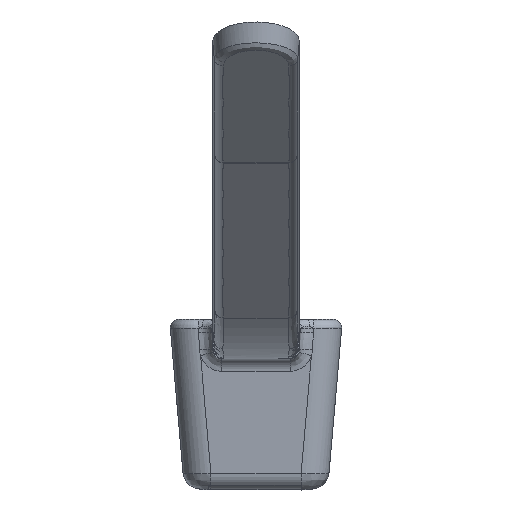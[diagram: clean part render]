
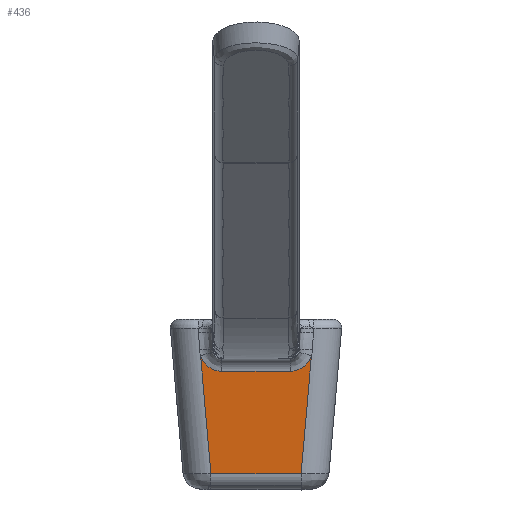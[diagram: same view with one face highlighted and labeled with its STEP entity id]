
A CAD part, front view. The second image highlights one B-rep face of the part: STEP entity #436.
In plain terms, the highlighted planar face has unit normal (0, -0.996, -0.087).
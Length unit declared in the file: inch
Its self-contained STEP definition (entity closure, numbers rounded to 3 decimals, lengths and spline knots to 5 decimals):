
#436=ADVANCED_FACE('',(#747),#606,.T.);
#606=PLANE('',#3777);
#747=FACE_OUTER_BOUND('',#945,.T.);
#945=EDGE_LOOP('',(#1586,#1587,#1588,#1589,#1590,#1591));
#1090=ELLIPSE('',#3775,0.0251,0.025);
#1091=ELLIPSE('',#3776,0.0251,0.025);
#1586=ORIENTED_EDGE('',*,*,#2846,.T.);
#1587=ORIENTED_EDGE('',*,*,#2847,.T.);
#1588=ORIENTED_EDGE('',*,*,#2848,.T.);
#1589=ORIENTED_EDGE('',*,*,#2842,.T.);
#1590=ORIENTED_EDGE('',*,*,#2849,.T.);
#1591=ORIENTED_EDGE('',*,*,#2850,.T.);
#2431=VERTEX_POINT('',#6065);
#2432=VERTEX_POINT('',#6067);
#2435=VERTEX_POINT('',#6077);
#2436=VERTEX_POINT('',#6078);
#2437=VERTEX_POINT('',#6080);
#2438=VERTEX_POINT('',#6083);
#2842=EDGE_CURVE('',#2431,#2432,#3223,.T.);
#2846=EDGE_CURVE('',#2435,#2436,#3227,.T.);
#2847=EDGE_CURVE('',#2436,#2437,#1090,.T.);
#2848=EDGE_CURVE('',#2437,#2431,#3228,.T.);
#2849=EDGE_CURVE('',#2432,#2438,#3229,.T.);
#2850=EDGE_CURVE('',#2438,#2435,#1091,.T.);
#3223=LINE('',#6068,#3512);
#3227=LINE('',#6076,#3516);
#3228=LINE('',#6081,#3517);
#3229=LINE('',#6082,#3518);
#3512=VECTOR('',#4431,1.);
#3516=VECTOR('',#4439,1.);
#3517=VECTOR('',#4442,1.);
#3518=VECTOR('',#4443,1.);
#3775=AXIS2_PLACEMENT_3D('',#6079,#4440,#4441);
#3776=AXIS2_PLACEMENT_3D('',#6084,#4444,#4445);
#3777=AXIS2_PLACEMENT_3D('',#6085,#4446,#4447);
#4431=DIRECTION('',(1.,0.,0.));
#4439=DIRECTION('',(-1.,0.,0.));
#4440=DIRECTION('',(0.,0.996,0.087));
#4441=DIRECTION('',(0.,-0.087,0.996));
#4442=DIRECTION('',(0.087,0.087,-0.992));
#4443=DIRECTION('',(0.087,-0.087,0.992));
#4444=DIRECTION('',(0.,0.996,0.087));
#4445=DIRECTION('',(0.,0.087,-0.996));
#4446=DIRECTION('',(0.,-0.996,-0.087));
#4447=DIRECTION('',(0.,0.087,-0.996));
#6065=CARTESIAN_POINT('',(-1.99243,0.21609,0.71792));
#6067=CARTESIAN_POINT('',(-1.89237,0.21609,0.71792));
#6068=CARTESIAN_POINT('',(-1.9424,0.21609,0.71792));
#6076=CARTESIAN_POINT('',(-1.98013,0.20617,0.83131));
#6077=CARTESIAN_POINT('',(-1.90467,0.20617,0.83131));
#6078=CARTESIAN_POINT('',(-1.98013,0.20617,0.83131));
#6079=CARTESIAN_POINT('',(-1.98013,0.20399,0.85631));
#6080=CARTESIAN_POINT('',(-2.00384,0.20468,0.84838));
#6081=CARTESIAN_POINT('',(-2.00603,0.20248,0.87347));
#6082=CARTESIAN_POINT('',(-1.87877,0.20248,0.87347));
#6083=CARTESIAN_POINT('',(-1.88096,0.20468,0.84838));
#6084=CARTESIAN_POINT('',(-1.90467,0.20399,0.85631));
#6085=CARTESIAN_POINT('',(-1.9424,0.202,0.879));
